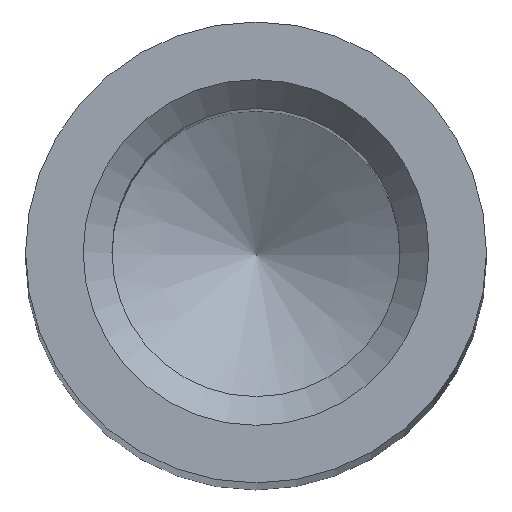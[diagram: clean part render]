
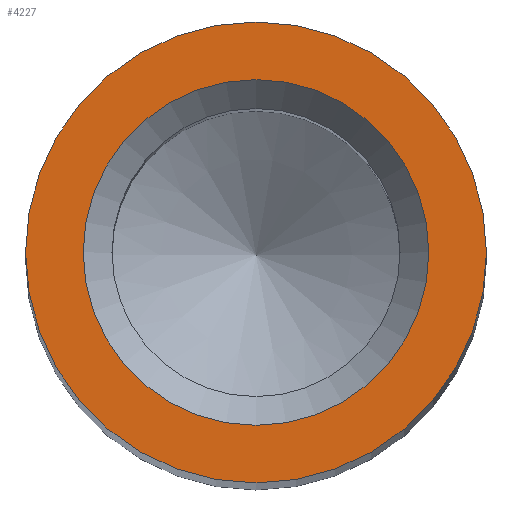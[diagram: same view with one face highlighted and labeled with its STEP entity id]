
A CAD part, top view. The second image highlights one B-rep face of the part: STEP entity #4227.
In plain terms, the highlighted planar face has unit normal (0, 0, 1).
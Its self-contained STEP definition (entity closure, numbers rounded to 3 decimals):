
#684 = CARTESIAN_POINT ( 'NONE',  ( 3., 0., 35. ) ) ;
#824 = FACE_BOUND ( 'NONE', #10108, .T. ) ;
#1236 = PLANE ( 'NONE',  #7023 ) ;
#1321 = DIRECTION ( 'NONE',  ( 1., 0., 0. ) ) ;
#1561 = ORIENTED_EDGE ( 'NONE', *, *, #6022, .T. ) ;
#2769 = CARTESIAN_POINT ( 'NONE',  ( 4., 0., 35. ) ) ;
#3392 = FACE_OUTER_BOUND ( 'NONE', #10559, .T. ) ;
#4227 = ADVANCED_FACE ( 'NONE', ( #824, #3392 ), #1236, .T. ) ;
#5056 = CARTESIAN_POINT ( 'NONE',  ( 0., 0., 35. ) ) ;
#5115 = EDGE_CURVE ( 'NONE', #5740, #5740, #8478, .T. ) ;
#5740 = VERTEX_POINT ( 'NONE', #2769 ) ;
#6022 = EDGE_CURVE ( 'NONE', #9661, #9661, #6604, .T. ) ;
#6329 = ORIENTED_EDGE ( 'NONE', *, *, #5115, .T. ) ;
#6604 = CIRCLE ( 'NONE', #8391, 3. ) ;
#6698 = DIRECTION ( 'NONE',  ( 0., 0., -1. ) ) ;
#7023 = AXIS2_PLACEMENT_3D ( 'NONE', #10840, #13154, #10788 ) ;
#8391 = AXIS2_PLACEMENT_3D ( 'NONE', #8801, #6698, #1321 ) ;
#8478 = CIRCLE ( 'NONE', #9939, 4. ) ;
#8801 = CARTESIAN_POINT ( 'NONE',  ( 0., 0., 35. ) ) ;
#9661 = VERTEX_POINT ( 'NONE', #684 ) ;
#9939 = AXIS2_PLACEMENT_3D ( 'NONE', #5056, #10429, #12815 ) ;
#10108 = EDGE_LOOP ( 'NONE', ( #1561 ) ) ;
#10429 = DIRECTION ( 'NONE',  ( 0., 0., 1. ) ) ;
#10559 = EDGE_LOOP ( 'NONE', ( #6329 ) ) ;
#10788 = DIRECTION ( 'NONE',  ( 1., 0., 0. ) ) ;
#10840 = CARTESIAN_POINT ( 'NONE',  ( 0., 0., 35. ) ) ;
#12815 = DIRECTION ( 'NONE',  ( 1., 0., 0. ) ) ;
#13154 = DIRECTION ( 'NONE',  ( 0., 0., 1. ) ) ;
